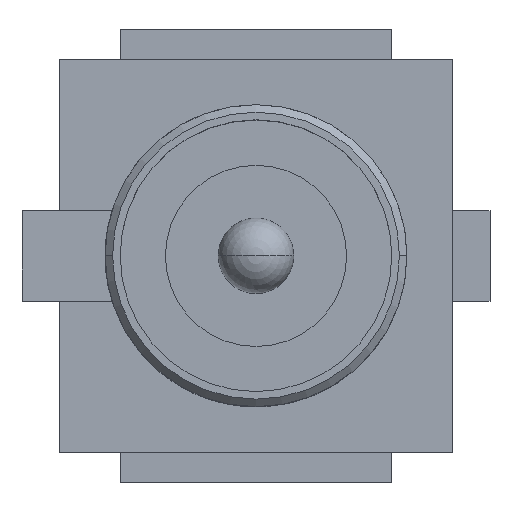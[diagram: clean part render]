
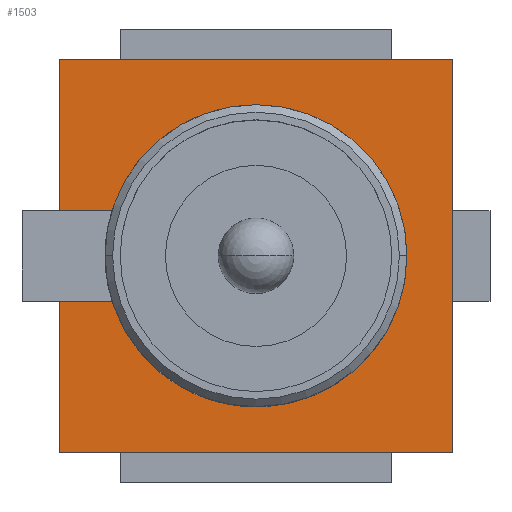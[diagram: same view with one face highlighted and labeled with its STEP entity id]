
A CAD part, top view. The second image highlights one B-rep face of the part: STEP entity #1503.
In plain terms, the highlighted planar face has unit normal (0, 0, 1).
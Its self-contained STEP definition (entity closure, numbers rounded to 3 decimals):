
#59 = VERTEX_POINT ( 'NONE', #3775 ) ;
#153 = DIRECTION ( 'NONE',  ( 1., 0., 0. ) ) ;
#223 = VERTEX_POINT ( 'NONE', #2336 ) ;
#495 = FACE_OUTER_BOUND ( 'NONE', #3546, .T. ) ;
#534 = CARTESIAN_POINT ( 'NONE',  ( 7.969, 0.986, 1.96 ) ) ;
#581 = DIRECTION ( 'NONE',  ( 1., 0., 0. ) ) ;
#602 = CARTESIAN_POINT ( 'NONE',  ( 9.269, 2.286, 1.96 ) ) ;
#694 = VERTEX_POINT ( 'NONE', #2860 ) ;
#700 = VECTOR ( 'NONE', #3934, 1000. ) ;
#768 = CARTESIAN_POINT ( 'NONE',  ( 9.269, 2.286, 1.96 ) ) ;
#791 = DIRECTION ( 'NONE',  ( 0., -1., 0. ) ) ;
#899 = CARTESIAN_POINT ( 'NONE',  ( 7.969, 1.986, 1.96 ) ) ;
#935 = VERTEX_POINT ( 'NONE', #2185 ) ;
#943 = CIRCLE ( 'NONE', #1480, 1. ) ;
#1000 = EDGE_CURVE ( 'NONE', #59, #3594, #2993, .T. ) ;
#1019 = CARTESIAN_POINT ( 'NONE',  ( 9.269, 2.586, 1.96 ) ) ;
#1027 = LINE ( 'NONE', #2211, #2557 ) ;
#1062 = CARTESIAN_POINT ( 'NONE',  ( 10.569, 3.586, 1.96 ) ) ;
#1095 = VECTOR ( 'NONE', #2452, 1000. ) ;
#1106 = DIRECTION ( 'NONE',  ( 0., -1., 0. ) ) ;
#1124 = EDGE_CURVE ( 'NONE', #935, #3927, #1749, .T. ) ;
#1170 = CARTESIAN_POINT ( 'NONE',  ( 9.269, 2.286, 1.96 ) ) ;
#1239 = VECTOR ( 'NONE', #3563, 1000. ) ;
#1310 = ORIENTED_EDGE ( 'NONE', *, *, #1647, .T. ) ;
#1360 = ORIENTED_EDGE ( 'NONE', *, *, #1572, .F. ) ;
#1377 = AXIS2_PLACEMENT_3D ( 'NONE', #1170, #3124, #3762 ) ;
#1439 = ORIENTED_EDGE ( 'NONE', *, *, #1465, .T. ) ;
#1465 = EDGE_CURVE ( 'NONE', #2256, #4129, #3392, .T. ) ;
#1480 = AXIS2_PLACEMENT_3D ( 'NONE', #768, #2344, #153 ) ;
#1503 = ADVANCED_FACE ( 'NONE', ( #495 ), #2134, .T. ) ;
#1530 = VERTEX_POINT ( 'NONE', #3603 ) ;
#1572 = EDGE_CURVE ( 'NONE', #2256, #694, #1027, .T. ) ;
#1647 = EDGE_CURVE ( 'NONE', #223, #3927, #1718, .T. ) ;
#1718 = LINE ( 'NONE', #3357, #2358 ) ;
#1749 = LINE ( 'NONE', #1019, #700 ) ;
#1784 = VECTOR ( 'NONE', #2374, 1000. ) ;
#1920 = CARTESIAN_POINT ( 'NONE',  ( 10.569, 3.586, 1.96 ) ) ;
#1973 = ORIENTED_EDGE ( 'NONE', *, *, #3243, .T. ) ;
#1999 = LINE ( 'NONE', #3611, #1239 ) ;
#2017 = CIRCLE ( 'NONE', #2082, 1. ) ;
#2063 = EDGE_CURVE ( 'NONE', #1530, #935, #2017, .T. ) ;
#2082 = AXIS2_PLACEMENT_3D ( 'NONE', #602, #4136, #581 ) ;
#2134 = PLANE ( 'NONE',  #1377 ) ;
#2185 = CARTESIAN_POINT ( 'NONE',  ( 8.315, 2.586, 1.96 ) ) ;
#2211 = CARTESIAN_POINT ( 'NONE',  ( 9.269, 1.986, 1.96 ) ) ;
#2256 = VERTEX_POINT ( 'NONE', #899 ) ;
#2336 = CARTESIAN_POINT ( 'NONE',  ( 7.969, 3.586, 1.96 ) ) ;
#2342 = ORIENTED_EDGE ( 'NONE', *, *, #3582, .T. ) ;
#2344 = DIRECTION ( 'NONE',  ( 0., 0., 1. ) ) ;
#2358 = VECTOR ( 'NONE', #1106, 1000. ) ;
#2374 = DIRECTION ( 'NONE',  ( 0., 1., 0. ) ) ;
#2392 = ORIENTED_EDGE ( 'NONE', *, *, #1124, .F. ) ;
#2452 = DIRECTION ( 'NONE',  ( 1., 0., 0. ) ) ;
#2509 = EDGE_CURVE ( 'NONE', #694, #1530, #943, .T. ) ;
#2526 = ORIENTED_EDGE ( 'NONE', *, *, #1000, .T. ) ;
#2557 = VECTOR ( 'NONE', #3233, 1000. ) ;
#2806 = ORIENTED_EDGE ( 'NONE', *, *, #2063, .F. ) ;
#2827 = CARTESIAN_POINT ( 'NONE',  ( 7.969, 2.586, 1.96 ) ) ;
#2860 = CARTESIAN_POINT ( 'NONE',  ( 8.315, 1.986, 1.96 ) ) ;
#2993 = LINE ( 'NONE', #1062, #1784 ) ;
#3071 = CARTESIAN_POINT ( 'NONE',  ( 7.969, 0.986, 1.96 ) ) ;
#3124 = DIRECTION ( 'NONE',  ( 0., 0., 1. ) ) ;
#3233 = DIRECTION ( 'NONE',  ( 1., 0., 0. ) ) ;
#3243 = EDGE_CURVE ( 'NONE', #3594, #223, #1999, .T. ) ;
#3263 = ORIENTED_EDGE ( 'NONE', *, *, #2509, .F. ) ;
#3357 = CARTESIAN_POINT ( 'NONE',  ( 7.969, 3.586, 1.96 ) ) ;
#3392 = LINE ( 'NONE', #3696, #3411 ) ;
#3411 = VECTOR ( 'NONE', #791, 1000. ) ;
#3546 = EDGE_LOOP ( 'NONE', ( #1360, #1439, #2342, #2526, #1973, #1310, #2392, #2806, #3263 ) ) ;
#3563 = DIRECTION ( 'NONE',  ( -1., 0., 0. ) ) ;
#3582 = EDGE_CURVE ( 'NONE', #4129, #59, #3761, .T. ) ;
#3594 = VERTEX_POINT ( 'NONE', #1920 ) ;
#3603 = CARTESIAN_POINT ( 'NONE',  ( 10.269, 2.286, 1.96 ) ) ;
#3611 = CARTESIAN_POINT ( 'NONE',  ( 7.969, 3.586, 1.96 ) ) ;
#3696 = CARTESIAN_POINT ( 'NONE',  ( 7.969, 3.586, 1.96 ) ) ;
#3761 = LINE ( 'NONE', #534, #1095 ) ;
#3762 = DIRECTION ( 'NONE',  ( 1., 0., 0. ) ) ;
#3775 = CARTESIAN_POINT ( 'NONE',  ( 10.569, 0.986, 1.96 ) ) ;
#3927 = VERTEX_POINT ( 'NONE', #2827 ) ;
#3934 = DIRECTION ( 'NONE',  ( -1., 0., 0. ) ) ;
#4129 = VERTEX_POINT ( 'NONE', #3071 ) ;
#4136 = DIRECTION ( 'NONE',  ( 0., 0., 1. ) ) ;
